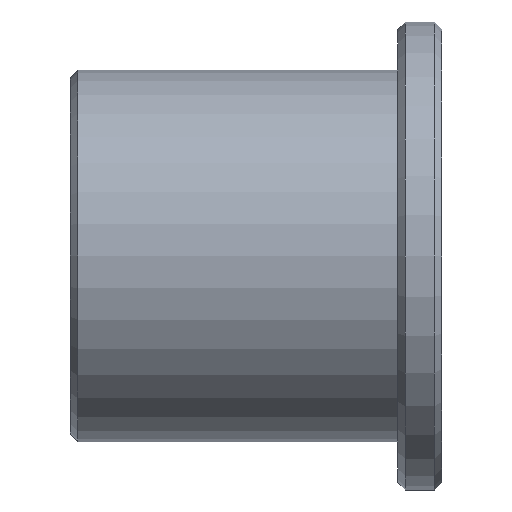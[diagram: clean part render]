
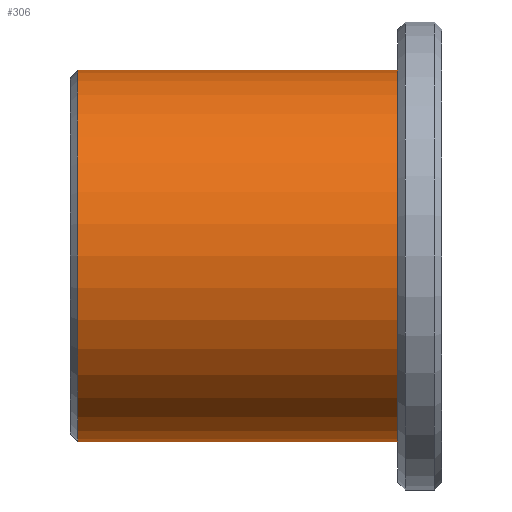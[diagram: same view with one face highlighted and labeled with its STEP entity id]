
A CAD part, left-side view. The second image highlights one B-rep face of the part: STEP entity #306.
In plain terms, the highlighted cylindrical face has radius 12.7 mm (diameter 25.4 mm), a partial arc.
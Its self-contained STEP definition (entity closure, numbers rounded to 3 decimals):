
#6 = CARTESIAN_POINT ( 'NONE',  ( 0., 0., 12.7 ) ) ;
#20 = AXIS2_PLACEMENT_3D ( 'NONE', #439, #75, #32 ) ;
#30 = CYLINDRICAL_SURFACE ( 'NONE', #36, 12.7 ) ;
#32 = DIRECTION ( 'NONE',  ( 0., 0., 1. ) ) ;
#36 = AXIS2_PLACEMENT_3D ( 'NONE', #551, #140, #414 ) ;
#50 = LINE ( 'NONE', #6, #65 ) ;
#51 = DIRECTION ( 'NONE',  ( 0., -1., 0. ) ) ;
#65 = VECTOR ( 'NONE', #138, 1000. ) ;
#67 = AXIS2_PLACEMENT_3D ( 'NONE', #381, #51, #343 ) ;
#71 = FACE_OUTER_BOUND ( 'NONE', #288, .T. ) ;
#75 = DIRECTION ( 'NONE',  ( 0., -1., 0. ) ) ;
#116 = CIRCLE ( 'NONE', #20, 12.7 ) ;
#138 = DIRECTION ( 'NONE',  ( 0., -1., 0. ) ) ;
#140 = DIRECTION ( 'NONE',  ( 0., -1., 0. ) ) ;
#176 = ORIENTED_EDGE ( 'NONE', *, *, #333, .T. ) ;
#269 = LINE ( 'NONE', #488, #340 ) ;
#279 = EDGE_CURVE ( 'NONE', #295, #290, #583, .T. ) ;
#288 = EDGE_LOOP ( 'NONE', ( #574, #176, #453, #318 ) ) ;
#290 = VERTEX_POINT ( 'NONE', #462 ) ;
#295 = VERTEX_POINT ( 'NONE', #507 ) ;
#303 = VERTEX_POINT ( 'NONE', #417 ) ;
#306 = ADVANCED_FACE ( 'NONE', ( #71 ), #30, .T. ) ;
#313 = EDGE_CURVE ( 'NONE', #365, #295, #50, .T. ) ;
#318 = ORIENTED_EDGE ( 'NONE', *, *, #279, .F. ) ;
#326 = DIRECTION ( 'NONE',  ( 0., -1., 0. ) ) ;
#333 = EDGE_CURVE ( 'NONE', #365, #303, #116, .T. ) ;
#340 = VECTOR ( 'NONE', #326, 1000. ) ;
#341 = EDGE_CURVE ( 'NONE', #303, #290, #269, .T. ) ;
#343 = DIRECTION ( 'NONE',  ( 0., 0., -1. ) ) ;
#365 = VERTEX_POINT ( 'NONE', #395 ) ;
#381 = CARTESIAN_POINT ( 'NONE',  ( 0., 3., 0. ) ) ;
#395 = CARTESIAN_POINT ( 'NONE',  ( 0., 24.9, 12.7 ) ) ;
#414 = DIRECTION ( 'NONE',  ( 0., 0., -1. ) ) ;
#417 = CARTESIAN_POINT ( 'NONE',  ( 0., 24.9, -12.7 ) ) ;
#439 = CARTESIAN_POINT ( 'NONE',  ( 0., 24.9, 0. ) ) ;
#453 = ORIENTED_EDGE ( 'NONE', *, *, #341, .T. ) ;
#462 = CARTESIAN_POINT ( 'NONE',  ( 0., 3., -12.7 ) ) ;
#488 = CARTESIAN_POINT ( 'NONE',  ( 0., 0., -12.7 ) ) ;
#507 = CARTESIAN_POINT ( 'NONE',  ( 0., 3., 12.7 ) ) ;
#551 = CARTESIAN_POINT ( 'NONE',  ( 0., 0., 0. ) ) ;
#574 = ORIENTED_EDGE ( 'NONE', *, *, #313, .F. ) ;
#583 = CIRCLE ( 'NONE', #67, 12.7 ) ;
